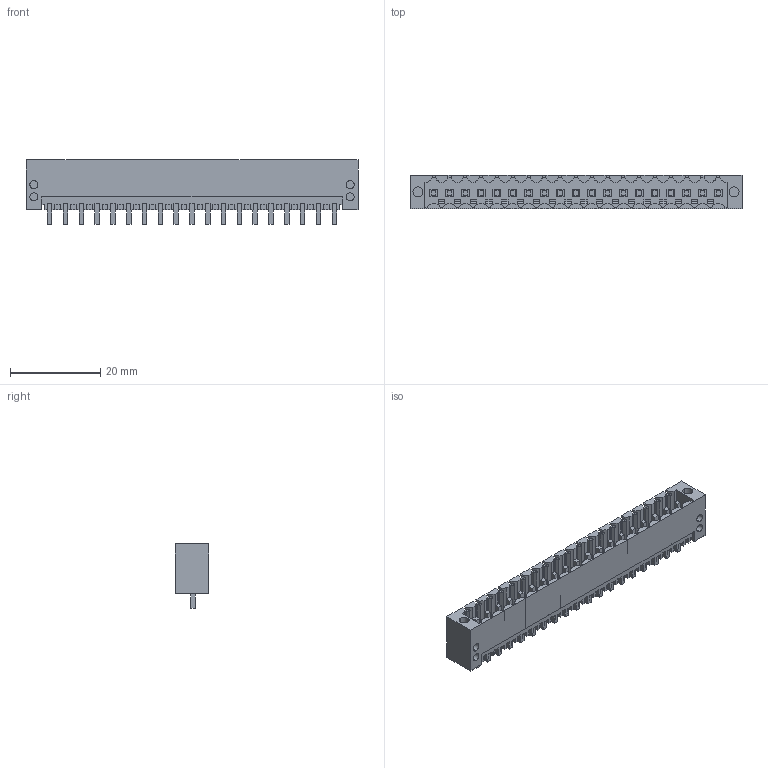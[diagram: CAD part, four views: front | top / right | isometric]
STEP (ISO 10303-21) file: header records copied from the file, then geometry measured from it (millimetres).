
FILE_DESCRIPTION(('CATIA V5 STEP Exchange','CAx-IF Rec.Pracs.--- Model Styling and Organization---1.2---2011-12-15'),'2;1');
FILE_NAME ('D1457309_0_1842940000_1842940000.stp','2018-03-14T17:35:02+00:00',('none'),('Weidmueller'),'CATIA Version 5-6 Release 2014','CATIA V5 STEP AP214','none');
FILE_SCHEMA(('AUTOMOTIVE_DESIGN { 1 0 10303 214 1 1 1 1 }'));
Length unit declared in the file: millimetre
Products named in the file (1): 1842940000
Bounding box: 73.5 x 7.45 x 14.25 mm (x, y, z)
Volume: 2551.6 mm3; surface area: 6679.3 mm2
Topology: 20 solids, 20 shells, 1489 faces, 4370 edges, 2972 vertices
Faces by surface type: plane 1334, cylinder 155
Entity records: 46618 total; most frequent: ORIENTED_EDGE 8740, CARTESIAN_POINT 8617, DIRECTION 5718, EDGE_CURVE 4370, VECTOR 3984, LINE 3984, VERTEX_POINT 2972, EDGE_LOOP 1578
